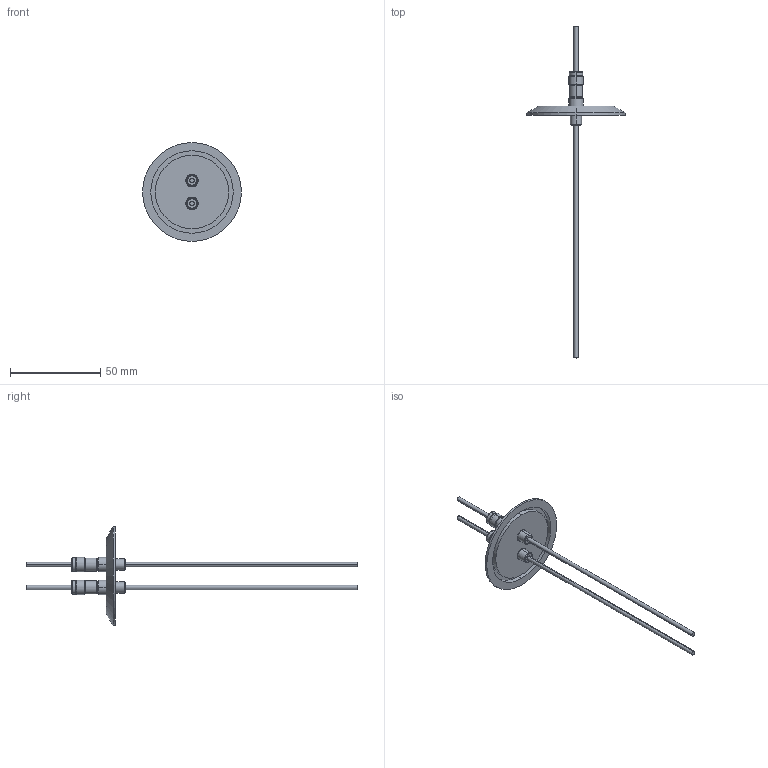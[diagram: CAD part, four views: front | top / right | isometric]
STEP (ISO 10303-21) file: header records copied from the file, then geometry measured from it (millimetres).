
FILE_DESCRIPTION (( 'STEP AP214' ), '1' );
FILE_NAME ('120XST040-5-30-2.step', '2017-07-10T09:34:54', ( 'install' ), ( '' ), 'SwSTEP 2.0', 'SolidWorks 2015', '' );
FILE_SCHEMA (( 'AUTOMOTIVE_DESIGN' ));
Length unit declared in the file: inch
Products named in the file (1): 120XST040-5-30-2
Bounding box: 54.86 x 184.15 x 54.86 mm (x, y, z)
Surface area: 10386.5 mm2 (no closed solid volume)
Topology: 0 solids, 15 shells, 84 faces, 198 edges, 130 vertices
Faces by surface type: cylinder 46, plane 16, cone 14, torus 8
Entity records: 3055 total; most frequent: CARTESIAN_POINT 992, DIRECTION 474, ORIENTED_EDGE 348, AXIS2_PLACEMENT_3D 207, EDGE_CURVE 198, VERTEX_POINT 130, CIRCLE 122, EDGE_LOOP 98
